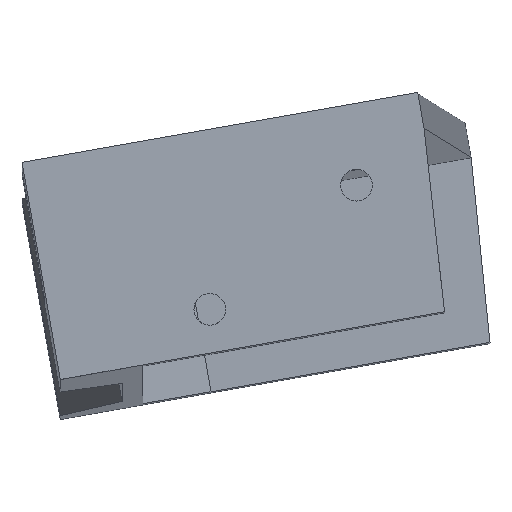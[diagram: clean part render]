
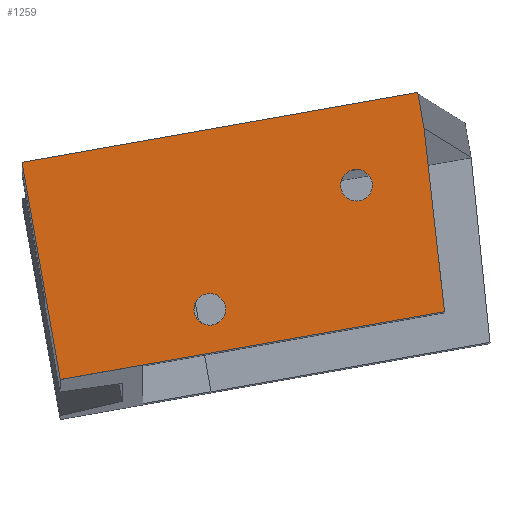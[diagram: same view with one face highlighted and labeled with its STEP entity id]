
A CAD part, front view. The second image highlights one B-rep face of the part: STEP entity #1259.
In plain terms, the highlighted planar face has unit normal (0, -1, 0).
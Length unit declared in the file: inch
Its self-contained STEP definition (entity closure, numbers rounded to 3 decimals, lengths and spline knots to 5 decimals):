
#43=FACE_BOUND('',#193,.T.);
#44=FACE_BOUND('',#194,.T.);
#69=CIRCLE('',#1358,0.08975);
#70=CIRCLE('',#1359,0.09);
#113=FACE_OUTER_BOUND('',#192,.T.);
#192=EDGE_LOOP('',(#927,#928,#929,#930,#931,#932,#933));
#193=EDGE_LOOP('',(#934));
#194=EDGE_LOOP('',(#935));
#286=LINE('',#1860,#421);
#324=LINE('',#1937,#459);
#331=LINE('',#1971,#466);
#334=LINE('',#1977,#469);
#335=LINE('',#1979,#470);
#336=LINE('',#1980,#471);
#337=LINE('',#1981,#472);
#421=VECTOR('',#1481,39.37008);
#459=VECTOR('',#1529,0.3937);
#466=VECTOR('',#1558,0.3937);
#469=VECTOR('',#1563,39.37008);
#470=VECTOR('',#1564,39.37008);
#471=VECTOR('',#1565,39.37008);
#472=VECTOR('',#1566,0.3937);
#555=VERTEX_POINT('',#1857);
#556=VERTEX_POINT('',#1859);
#589=VERTEX_POINT('',#1934);
#590=VERTEX_POINT('',#1936);
#606=VERTEX_POINT('',#1970);
#608=VERTEX_POINT('',#1976);
#609=VERTEX_POINT('',#1978);
#610=VERTEX_POINT('',#1982);
#611=VERTEX_POINT('',#1984);
#675=EDGE_CURVE('',#556,#555,#286,.T.);
#713=EDGE_CURVE('',#589,#590,#324,.T.);
#730=EDGE_CURVE('',#606,#590,#331,.T.);
#733=EDGE_CURVE('',#608,#589,#334,.T.);
#734=EDGE_CURVE('',#609,#608,#335,.T.);
#735=EDGE_CURVE('',#556,#609,#336,.T.);
#736=EDGE_CURVE('',#555,#606,#337,.T.);
#737=EDGE_CURVE('',#610,#610,#69,.T.);
#738=EDGE_CURVE('',#611,#611,#70,.T.);
#927=ORIENTED_EDGE('',*,*,#730,.T.);
#928=ORIENTED_EDGE('',*,*,#713,.F.);
#929=ORIENTED_EDGE('',*,*,#733,.F.);
#930=ORIENTED_EDGE('',*,*,#734,.F.);
#931=ORIENTED_EDGE('',*,*,#735,.F.);
#932=ORIENTED_EDGE('',*,*,#675,.T.);
#933=ORIENTED_EDGE('',*,*,#736,.T.);
#934=ORIENTED_EDGE('',*,*,#737,.T.);
#935=ORIENTED_EDGE('',*,*,#738,.T.);
#1207=PLANE('',#1357);
#1259=ADVANCED_FACE('',(#113,#43,#44),#1207,.F.);
#1357=AXIS2_PLACEMENT_3D('',#1975,#1561,#1562);
#1358=AXIS2_PLACEMENT_3D('',#1983,#1567,#1568);
#1359=AXIS2_PLACEMENT_3D('',#1985,#1569,#1570);
#1481=DIRECTION('',(0.985,0.,0.174));
#1529=DIRECTION('',(0.985,0.,0.174));
#1558=DIRECTION('',(-0.174,0.,0.985));
#1561=DIRECTION('center_axis',(0.,1.,0.));
#1562=DIRECTION('ref_axis',(0.,0.,1.));
#1563=DIRECTION('',(-0.174,0.,0.985));
#1564=DIRECTION('',(-0.985,0.,-0.174));
#1565=DIRECTION('',(0.177,0.,-0.984));
#1566=DIRECTION('',(-0.111,0.,0.994));
#1567=DIRECTION('center_axis',(0.,1.,0.));
#1568=DIRECTION('ref_axis',(1.,0.,0.));
#1569=DIRECTION('center_axis',(0.,1.,0.));
#1570=DIRECTION('ref_axis',(1.,0.,0.));
#1857=CARTESIAN_POINT('',(18.45319,240.2,118.58344));
#1859=CARTESIAN_POINT('',(16.64996,240.2,118.2649));
#1860=CARTESIAN_POINT('',(16.94153,240.2,118.31641));
#1934=CARTESIAN_POINT('',(16.05925,240.2,119.43005));
#1936=CARTESIAN_POINT('',(18.30134,240.2,119.82563));
#1937=CARTESIAN_POINT('',(17.74037,240.2,119.72666));
#1970=CARTESIAN_POINT('',(18.33731,240.2,119.62178));
#1971=CARTESIAN_POINT('',(18.37306,240.2,119.41913));
#1975=CARTESIAN_POINT('Origin',(17.76039,240.2,119.10208));
#1976=CARTESIAN_POINT('',(16.27631,240.2,118.19837));
#1977=CARTESIAN_POINT('',(16.05074,240.2,119.4783));
#1978=CARTESIAN_POINT('',(16.65008,240.2,118.26423));
#1979=CARTESIAN_POINT('',(16.28481,240.2,118.19987));
#1980=CARTESIAN_POINT('',(16.64141,240.2,118.31242));
#1981=CARTESIAN_POINT('',(18.3624,240.2,119.39692));
#1982=CARTESIAN_POINT('',(17.03374,240.2,118.59686));
#1983=CARTESIAN_POINT('Origin',(17.1235,240.2,118.59686));
#1984=CARTESIAN_POINT('',(17.865,240.2,119.3));
#1985=CARTESIAN_POINT('Origin',(17.955,240.2,119.3));
